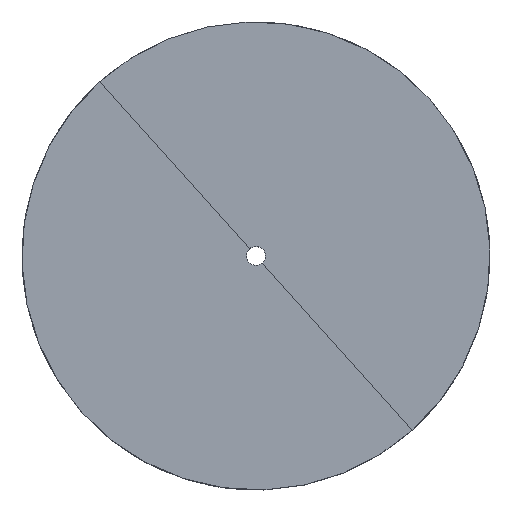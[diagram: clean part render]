
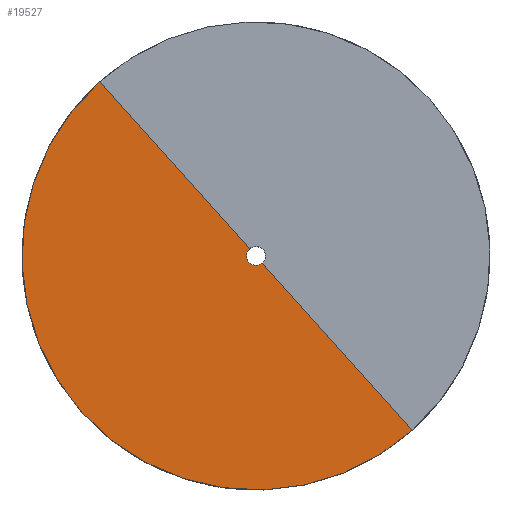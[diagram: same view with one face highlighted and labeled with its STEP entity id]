
A CAD part, top view. The second image highlights one B-rep face of the part: STEP entity #19527.
In plain terms, the highlighted face is a revolution surface.
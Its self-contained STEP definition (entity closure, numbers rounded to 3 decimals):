
#19449 = VERTEX_POINT('',#19450);
#19450 = CARTESIAN_POINT('',(-0.669,0.744,9.5));
#19456 = VERTEX_POINT('',#19457);
#19457 = CARTESIAN_POINT('',(0.669,-0.744,9.5));
#19479 = EDGE_CURVE('',#19449,#19456,#19480,.T.);
#19480 = CIRCLE('',#19481,1.);
#19481 = AXIS2_PLACEMENT_3D('',#19482,#19483,#19484);
#19482 = CARTESIAN_POINT('',(0.,0.,9.5));
#19483 = DIRECTION('',(0.,0.,1.));
#19484 = DIRECTION('',(-0.669,0.744,0.));
#19500 = EDGE_CURVE('',#19449,#19501,#19503,.T.);
#19501 = VERTEX_POINT('',#19502);
#19502 = CARTESIAN_POINT('',(-16.488,18.342,9.5));
#19503 = B_SPLINE_CURVE_WITH_KNOTS('',1,(#19504,#19505),.UNSPECIFIED.,
  .F.,.F.,(2,2),(0.,1.),.PIECEWISE_BEZIER_KNOTS.);
#19504 = CARTESIAN_POINT('',(-0.669,0.744,9.5));
#19505 = CARTESIAN_POINT('',(-16.488,18.342,9.5));
#19508 = VERTEX_POINT('',#19509);
#19509 = CARTESIAN_POINT('',(16.488,-18.342,9.5));
#19516 = EDGE_CURVE('',#19456,#19508,#19517,.T.);
#19517 = B_SPLINE_CURVE_WITH_KNOTS('',1,(#19518,#19519),.UNSPECIFIED.,
  .F.,.F.,(2,2),(0.,1.),.PIECEWISE_BEZIER_KNOTS.);
#19518 = CARTESIAN_POINT('',(0.669,-0.744,9.5));
#19519 = CARTESIAN_POINT('',(16.488,-18.342,9.5));
#19527 = ADVANCED_FACE('[Impeller_1] Material domain SolidHub',(#19528),
  #19540,.F.);
#19528 = FACE_BOUND('',#19529,.F.);
#19529 = EDGE_LOOP('',(#19530,#19537,#19538,#19539));
#19530 = ORIENTED_EDGE('',*,*,#19531,.F.);
#19531 = EDGE_CURVE('',#19501,#19508,#19532,.T.);
#19532 = CIRCLE('',#19533,24.663);
#19533 = AXIS2_PLACEMENT_3D('',#19534,#19535,#19536);
#19534 = CARTESIAN_POINT('',(0.,0.,9.5));
#19535 = DIRECTION('',(0.,0.,1.));
#19536 = DIRECTION('',(-0.669,0.744,0.));
#19537 = ORIENTED_EDGE('',*,*,#19500,.F.);
#19538 = ORIENTED_EDGE('',*,*,#19479,.T.);
#19539 = ORIENTED_EDGE('',*,*,#19516,.T.);
#19540 = SURFACE_OF_REVOLUTION('',#19541,#19544);
#19541 = B_SPLINE_CURVE_WITH_KNOTS('',1,(#19542,#19543),.UNSPECIFIED.,
  .F.,.F.,(2,2),(0.,1.),.PIECEWISE_BEZIER_KNOTS.);
#19542 = CARTESIAN_POINT('',(-0.669,0.744,9.5));
#19543 = CARTESIAN_POINT('',(-16.488,18.342,9.5));
#19544 = AXIS1_PLACEMENT('',#19545,#19546);
#19545 = CARTESIAN_POINT('',(0.,0.,0.));
#19546 = DIRECTION('',(0.,0.,1.));
